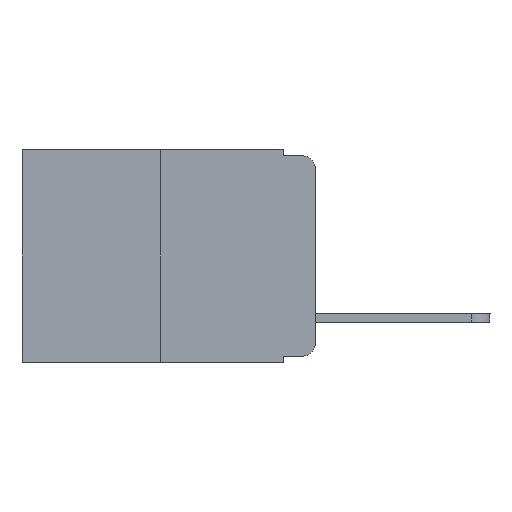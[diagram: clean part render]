
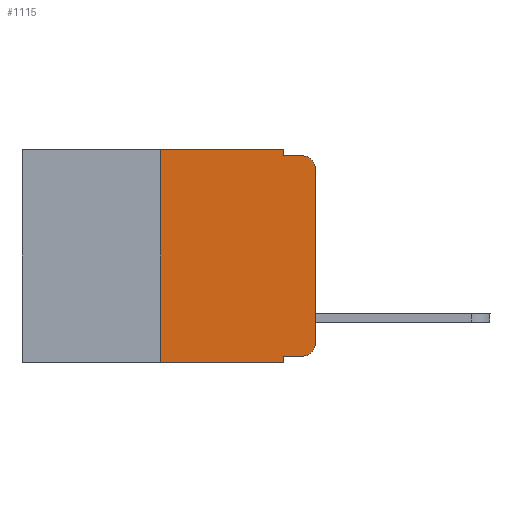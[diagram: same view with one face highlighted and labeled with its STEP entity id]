
A CAD part, left-side view. The second image highlights one B-rep face of the part: STEP entity #1115.
In plain terms, the highlighted planar face has unit normal (-1, 0, 0).
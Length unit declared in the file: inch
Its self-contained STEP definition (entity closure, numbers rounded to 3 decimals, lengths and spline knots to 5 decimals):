
#278 = CARTESIAN_POINT ( 'NONE',  ( 0., 0.051, 0. ) ) ;
#295 = CARTESIAN_POINT ( 'NONE',  ( 0., 0.473, 0. ) ) ;
#692 = CARTESIAN_POINT ( 'NONE',  ( 0., 0.25, 0. ) ) ;
#717 = LINE ( 'NONE', #1667, #7979 ) ;
#991 = CARTESIAN_POINT ( 'NONE',  ( 0., 0.051, 0. ) ) ;
#1115 = ADVANCED_FACE ( 'NONE', ( #11366 ), #9191, .F. ) ;
#1388 = EDGE_CURVE ( 'NONE', #10279, #4981, #12945, .T. ) ;
#1429 = ORIENTED_EDGE ( 'NONE', *, *, #17109, .T. ) ;
#1570 = LINE ( 'NONE', #3323, #4927 ) ;
#1598 = ORIENTED_EDGE ( 'NONE', *, *, #6896, .T. ) ;
#1667 = CARTESIAN_POINT ( 'NONE',  ( 0., 0.051, -0.333 ) ) ;
#1831 = DIRECTION ( 'NONE',  ( 0., 0., -1. ) ) ;
#2131 = ORIENTED_EDGE ( 'NONE', *, *, #9304, .F. ) ;
#2159 = EDGE_CURVE ( 'NONE', #12193, #2162, #9031, .T. ) ;
#2162 = VERTEX_POINT ( 'NONE', #11571 ) ;
#2907 = CARTESIAN_POINT ( 'NONE',  ( 0., 0.473, 0. ) ) ;
#3323 = CARTESIAN_POINT ( 'NONE',  ( 0., 0.473, -0.343 ) ) ;
#3490 = AXIS2_PLACEMENT_3D ( 'NONE', #15582, #12666, #6614 ) ;
#3603 = DIRECTION ( 'NONE',  ( 0., 0., 1. ) ) ;
#4034 = ORIENTED_EDGE ( 'NONE', *, *, #15269, .F. ) ;
#4682 = VERTEX_POINT ( 'NONE', #15657 ) ;
#4927 = VECTOR ( 'NONE', #17856, 39.37008 ) ;
#4981 = VERTEX_POINT ( 'NONE', #278 ) ;
#5071 = VERTEX_POINT ( 'NONE', #7768 ) ;
#5488 = AXIS2_PLACEMENT_3D ( 'NONE', #18482, #9790, #8469 ) ;
#6189 = VERTEX_POINT ( 'NONE', #14043 ) ;
#6609 = EDGE_CURVE ( 'NONE', #6189, #2162, #9299, .T. ) ;
#6614 = DIRECTION ( 'NONE',  ( 0., 0., -1. ) ) ;
#6896 = EDGE_CURVE ( 'NONE', #13357, #7882, #1570, .T. ) ;
#7000 = CARTESIAN_POINT ( 'NONE',  ( 0., 0.051, -0.01 ) ) ;
#7370 = LINE ( 'NONE', #991, #18020 ) ;
#7488 = VECTOR ( 'NONE', #8140, 39.37008 ) ;
#7768 = CARTESIAN_POINT ( 'NONE',  ( 0., 0.02, -0.333 ) ) ;
#7882 = VERTEX_POINT ( 'NONE', #9286 ) ;
#7979 = VECTOR ( 'NONE', #11844, 39.37008 ) ;
#8140 = DIRECTION ( 'NONE',  ( 0., 0., 1. ) ) ;
#8411 = VECTOR ( 'NONE', #8478, 39.37008 ) ;
#8412 = CARTESIAN_POINT ( 'NONE',  ( 0., 0.051, 0. ) ) ;
#8469 = DIRECTION ( 'NONE',  ( 0., 0., -1. ) ) ;
#8478 = DIRECTION ( 'NONE',  ( 0., 0., -1. ) ) ;
#8597 = VECTOR ( 'NONE', #11255, 39.37008 ) ;
#8623 = AXIS2_PLACEMENT_3D ( 'NONE', #295, #10684, #1831 ) ;
#8639 = LINE ( 'NONE', #16560, #13852 ) ;
#9031 = LINE ( 'NONE', #7000, #8597 ) ;
#9191 = PLANE ( 'NONE',  #8623 ) ;
#9286 = CARTESIAN_POINT ( 'NONE',  ( 0., 0.051, -0.343 ) ) ;
#9299 = CIRCLE ( 'NONE', #5488, 0.02 ) ;
#9304 = EDGE_CURVE ( 'NONE', #4981, #12193, #7370, .T. ) ;
#9361 = CARTESIAN_POINT ( 'NONE',  ( 0., 0.25, -0.343 ) ) ;
#9790 = DIRECTION ( 'NONE',  ( -1., 0., 0. ) ) ;
#10279 = VERTEX_POINT ( 'NONE', #692 ) ;
#10435 = LINE ( 'NONE', #15438, #7488 ) ;
#10684 = DIRECTION ( 'NONE',  ( 1., 0., 0. ) ) ;
#11022 = CARTESIAN_POINT ( 'NONE',  ( 0., 0.051, -0.01 ) ) ;
#11255 = DIRECTION ( 'NONE',  ( 0., -1., 0. ) ) ;
#11342 = LINE ( 'NONE', #8412, #8411 ) ;
#11366 = FACE_OUTER_BOUND ( 'NONE', #14875, .T. ) ;
#11571 = CARTESIAN_POINT ( 'NONE',  ( 0., 0.02, -0.01 ) ) ;
#11844 = DIRECTION ( 'NONE',  ( 0., -1., 0. ) ) ;
#12193 = VERTEX_POINT ( 'NONE', #11022 ) ;
#12355 = ORIENTED_EDGE ( 'NONE', *, *, #6609, .T. ) ;
#12666 = DIRECTION ( 'NONE',  ( -1., 0., 0. ) ) ;
#12802 = CIRCLE ( 'NONE', #3490, 0.02 ) ;
#12945 = LINE ( 'NONE', #2907, #15422 ) ;
#12987 = VERTEX_POINT ( 'NONE', #18312 ) ;
#13042 = EDGE_CURVE ( 'NONE', #5071, #12987, #12802, .T. ) ;
#13301 = ORIENTED_EDGE ( 'NONE', *, *, #1388, .F. ) ;
#13357 = VERTEX_POINT ( 'NONE', #9361 ) ;
#13852 = VECTOR ( 'NONE', #3603, 39.37008 ) ;
#14043 = CARTESIAN_POINT ( 'NONE',  ( 0., 0., -0.03 ) ) ;
#14189 = DIRECTION ( 'NONE',  ( 0., 0., -1. ) ) ;
#14550 = ORIENTED_EDGE ( 'NONE', *, *, #2159, .F. ) ;
#14875 = EDGE_LOOP ( 'NONE', ( #15151, #12355, #14550, #2131, #13301, #4034, #1598, #18555, #1429, #18671 ) ) ;
#15151 = ORIENTED_EDGE ( 'NONE', *, *, #15380, .T. ) ;
#15269 = EDGE_CURVE ( 'NONE', #13357, #10279, #8639, .T. ) ;
#15380 = EDGE_CURVE ( 'NONE', #12987, #6189, #10435, .T. ) ;
#15422 = VECTOR ( 'NONE', #16911, 39.37008 ) ;
#15438 = CARTESIAN_POINT ( 'NONE',  ( 0., 0., 0. ) ) ;
#15558 = EDGE_CURVE ( 'NONE', #4682, #7882, #11342, .T. ) ;
#15582 = CARTESIAN_POINT ( 'NONE',  ( 0., 0.02, -0.313 ) ) ;
#15657 = CARTESIAN_POINT ( 'NONE',  ( 0., 0.051, -0.333 ) ) ;
#16560 = CARTESIAN_POINT ( 'NONE',  ( 0., 0.25, 0. ) ) ;
#16911 = DIRECTION ( 'NONE',  ( 0., -1., 0. ) ) ;
#17109 = EDGE_CURVE ( 'NONE', #4682, #5071, #717, .T. ) ;
#17856 = DIRECTION ( 'NONE',  ( 0., -1., 0. ) ) ;
#18020 = VECTOR ( 'NONE', #14189, 39.37008 ) ;
#18312 = CARTESIAN_POINT ( 'NONE',  ( 0., 0., -0.313 ) ) ;
#18482 = CARTESIAN_POINT ( 'NONE',  ( 0., 0.02, -0.03 ) ) ;
#18555 = ORIENTED_EDGE ( 'NONE', *, *, #15558, .F. ) ;
#18671 = ORIENTED_EDGE ( 'NONE', *, *, #13042, .T. ) ;
